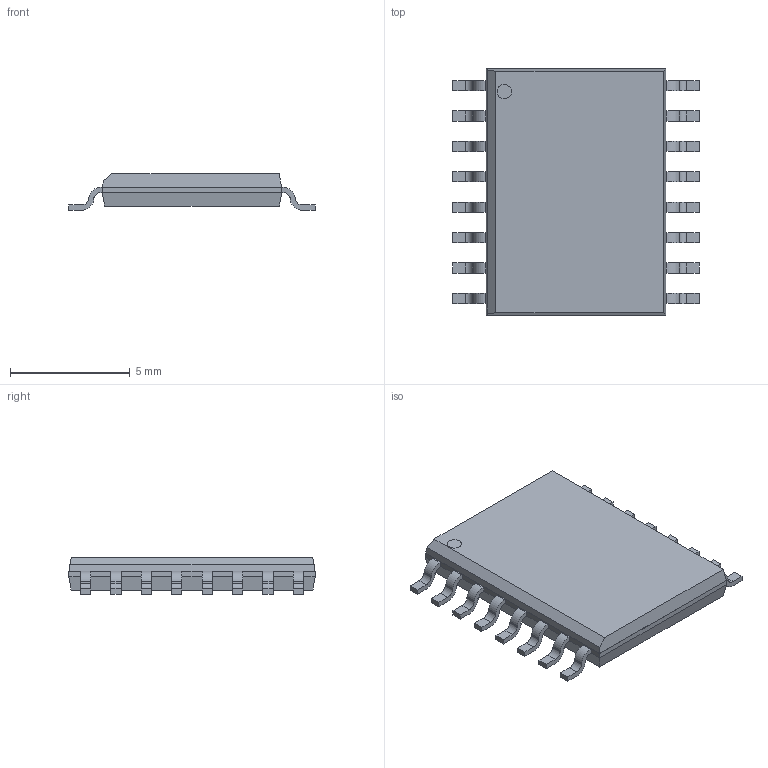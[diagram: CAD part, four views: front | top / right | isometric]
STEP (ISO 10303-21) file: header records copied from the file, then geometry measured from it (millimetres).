
FILE_DESCRIPTION(/* description */ ('model of SO-16_3.9x9.9mm_P1.27mm','CAx-IF Rec.Pracs.---Representation and Presentation of Product Manufacturing Information (PMI)---4.0---2014-10-13'),/* implementation_level */ '2;1');
FILE_NAME(/* name */ 'SO-16W_7.5x10.3mm_P1.27mm v1.step',/* time_stamp */ '2025-02-20T20:01:01-05:00',/* author */ (''),/* organization */ (''),/* preprocessor_version */ 'ST-DEVELOPER v20',/* originating_system */ 'Autodesk Translation Framework v13.20.0.188',/* authorisation */ '');
FILE_SCHEMA (('AP242_MANAGED_MODEL_BASED_3D_ENGINEERING_MIM_LF { 1 0 10303 442 1 1 4 }'));
Length unit declared in the file: millimetre
Products named in the file (1): SO-16_3.9x9.9mm_P1.27mm
Bounding box: 10.3 x 10.3 x 1.52 mm (x, y, z)
Volume: 104.4 mm3; surface area: 233.3 mm2
Topology: 1 solids, 1 shells, 256 faces, 692 edges, 439 vertices
Faces by surface type: plane 192, cylinder 64
Entity records: 8210 total; most frequent: CARTESIAN_POINT 1388, ORIENTED_EDGE 1384, DIRECTION 1335, EDGE_CURVE 692, LINE 563, VECTOR 563, VERTEX_POINT 439, AXIS2_PLACEMENT_3D 386
